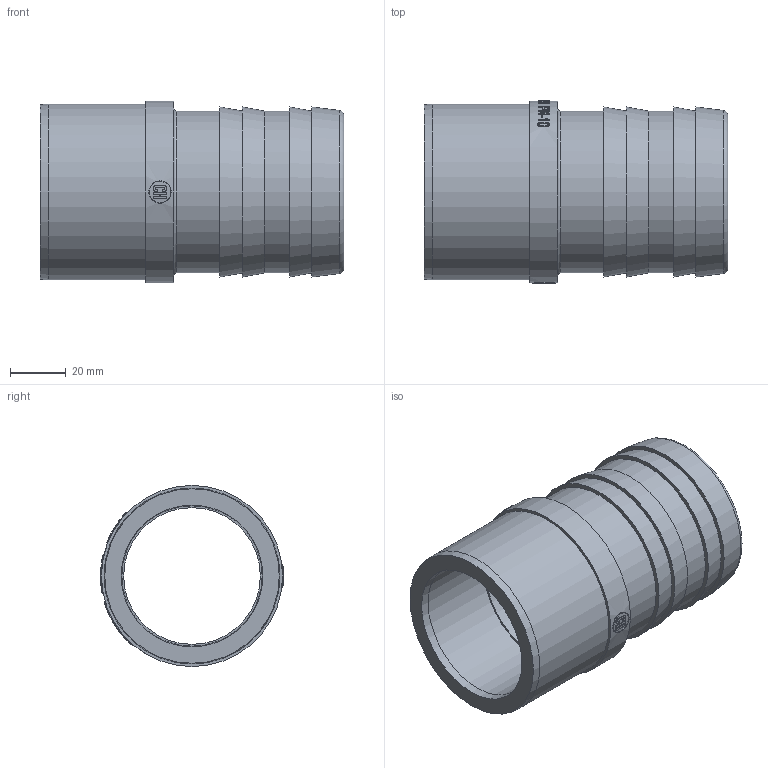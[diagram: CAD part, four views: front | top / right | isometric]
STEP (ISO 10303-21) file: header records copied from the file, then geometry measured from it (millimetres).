
FILE_DESCRIPTION( ( 'Unknown' ), '1' );
FILE_NAME( 'Espiga ø 60-63 Rev.1.stp', 'Unknown', ( 'Unknown' ), ( 'Unknown' ), 'PSStep 16.0.42', 'Unknown', ' ' );
FILE_SCHEMA( ( 'AUTOMOTIVE_DESIGN { 1 0 10303 214 1 1 1 1 }' ) );
Length unit declared in the file: millimetre
Products named in the file (1): 1
Bounding box: 109 x 65.6 x 65 mm (x, y, z)
Volume: 109179.1 mm3; surface area: 41666.9 mm2
Topology: 1 solids, 1 shells, 264 faces, 675 edges, 449 vertices
Faces by surface type: plane 104, extrusion 101, cylinder 51, cone 6, torus 2
Full cylindrical faces by diameter (mm): 7.68 x1, 8 x1, 49 x1, 50.3 x1, 58 x2, 63.1 x1, 65 x1
Entity records: 12306 total; most frequent: CARTESIAN_POINT 4157, ORIENTED_EDGE 1314, DIRECTION 989, EDGE_CURVE 657, VERTEX_POINT 447, VECTOR 387, B_SPLINE_CURVE_WITH_KNOTS 335, EDGE_LOOP 318
